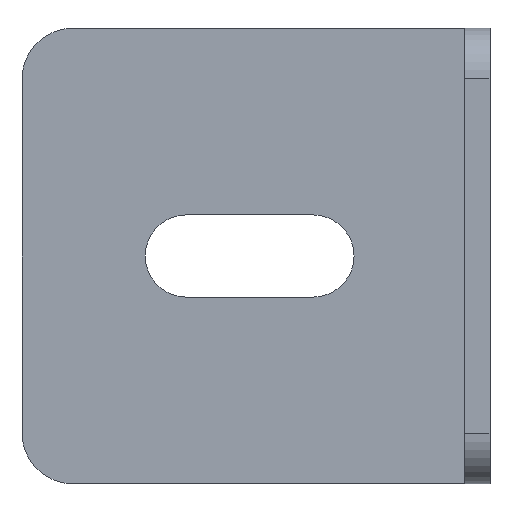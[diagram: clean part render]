
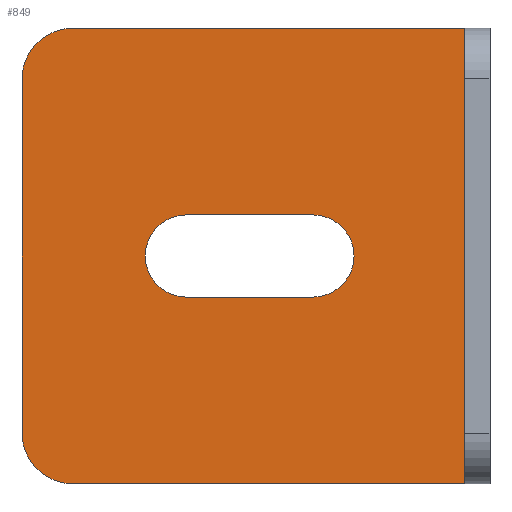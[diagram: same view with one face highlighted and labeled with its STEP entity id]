
A CAD part, left-side view. The second image highlights one B-rep face of the part: STEP entity #849.
In plain terms, the highlighted planar face has unit normal (-1, 0, 0).
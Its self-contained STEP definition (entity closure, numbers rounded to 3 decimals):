
#280=DIRECTION('',(0.,1.,0.));
#281=VECTOR('',#280,10.);
#282=CARTESIAN_POINT('',(-2.808,28.2,-15.75));
#283=LINE('',#282,#281);
#287=CARTESIAN_POINT('',(-2.808,28.2,-12.5));
#288=DIRECTION('',(1.,0.,0.));
#289=DIRECTION('',(0.,0.,1.));
#290=AXIS2_PLACEMENT_3D('',#287,#288,#289);
#295=DIRECTION('',(0.,-1.,0.));
#296=VECTOR('',#295,10.);
#297=CARTESIAN_POINT('',(-2.808,38.2,-9.25));
#298=LINE('',#297,#296);
#302=CARTESIAN_POINT('',(-2.808,38.2,-12.5));
#303=DIRECTION('',(1.,0.,0.));
#304=DIRECTION('',(0.,0.,-1.));
#305=AXIS2_PLACEMENT_3D('',#302,#303,#304);
#310=CARTESIAN_POINT('',(-2.808,47.2,1.5));
#311=DIRECTION('',(-1.,0.,0.));
#312=DIRECTION('',(0.,0.,1.));
#313=AXIS2_PLACEMENT_3D('',#310,#311,#312);
#318=DIRECTION('',(0.,-1.,0.));
#319=VECTOR('',#318,31.);
#320=CARTESIAN_POINT('',(-2.808,47.2,5.5));
#321=LINE('',#320,#319);
#325=DIRECTION('',(0.,0.,-1.));
#326=VECTOR('',#325,36.);
#327=CARTESIAN_POINT('',(-2.808,16.2,5.5));
#328=LINE('',#327,#326);
#332=DIRECTION('',(0.,1.,0.));
#333=VECTOR('',#332,31.);
#334=CARTESIAN_POINT('',(-2.808,16.2,-30.5));
#335=LINE('',#334,#333);
#339=CARTESIAN_POINT('',(-2.808,47.2,-26.5));
#340=DIRECTION('',(-1.,0.,0.));
#341=DIRECTION('',(0.,1.,0.));
#342=AXIS2_PLACEMENT_3D('',#339,#340,#341);
#347=DIRECTION('',(0.,0.,1.));
#348=VECTOR('',#347,28.);
#349=CARTESIAN_POINT('',(-2.808,51.2,-26.5));
#350=LINE('',#349,#348);
#513=CARTESIAN_POINT('',(-2.808,16.2,5.5));
#514=CARTESIAN_POINT('',(-2.808,16.2,-30.5));
#515=VERTEX_POINT('',#513);
#516=VERTEX_POINT('',#514);
#565=CARTESIAN_POINT('',(-2.808,28.2,-15.75));
#566=CARTESIAN_POINT('',(-2.808,38.2,-15.75));
#567=VERTEX_POINT('',#565);
#568=VERTEX_POINT('',#566);
#569=CARTESIAN_POINT('',(-2.808,38.2,-9.25));
#570=VERTEX_POINT('',#569);
#571=CARTESIAN_POINT('',(-2.808,28.2,-9.25));
#572=VERTEX_POINT('',#571);
#589=CARTESIAN_POINT('',(-2.808,47.2,5.5));
#590=CARTESIAN_POINT('',(-2.808,51.2,1.5));
#591=VERTEX_POINT('',#589);
#592=VERTEX_POINT('',#590);
#601=CARTESIAN_POINT('',(-2.808,51.2,-26.5));
#602=VERTEX_POINT('',#601);
#603=CARTESIAN_POINT('',(-2.808,47.2,-30.5));
#604=VERTEX_POINT('',#603);
#822=CARTESIAN_POINT('',(-2.808,124.2,-25.));
#823=DIRECTION('',(-1.,0.,0.));
#824=DIRECTION('',(0.,-1.,0.));
#825=AXIS2_PLACEMENT_3D('',#822,#823,#824);
#826=PLANE('',#825);
#828=ORIENTED_EDGE('',*,*,#827,.F.);
#829=ORIENTED_EDGE('',*,*,#810,.T.);
#830=ORIENTED_EDGE('',*,*,#714,.T.);
#832=ORIENTED_EDGE('',*,*,#831,.T.);
#834=ORIENTED_EDGE('',*,*,#833,.F.);
#836=ORIENTED_EDGE('',*,*,#835,.T.);
#837=EDGE_LOOP('',(#828,#829,#830,#832,#834,#836));
#838=FACE_OUTER_BOUND('',#837,.F.);
#840=ORIENTED_EDGE('',*,*,#839,.F.);
#842=ORIENTED_EDGE('',*,*,#841,.F.);
#844=ORIENTED_EDGE('',*,*,#843,.F.);
#846=ORIENTED_EDGE('',*,*,#845,.F.);
#847=EDGE_LOOP('',(#840,#842,#844,#846));
#848=FACE_BOUND('',#847,.F.);
#291=CIRCLE('',#290,3.25);
#306=CIRCLE('',#305,3.25);
#314=CIRCLE('',#313,4.);
#343=CIRCLE('',#342,4.);
#714=EDGE_CURVE('',#515,#516,#328,.T.);
#810=EDGE_CURVE('',#591,#515,#321,.T.);
#827=EDGE_CURVE('',#591,#592,#314,.T.);
#831=EDGE_CURVE('',#516,#604,#335,.T.);
#833=EDGE_CURVE('',#602,#604,#343,.T.);
#835=EDGE_CURVE('',#602,#592,#350,.T.);
#839=EDGE_CURVE('',#567,#568,#283,.T.);
#841=EDGE_CURVE('',#572,#567,#291,.T.);
#843=EDGE_CURVE('',#570,#572,#298,.T.);
#845=EDGE_CURVE('',#568,#570,#306,.T.);
#849=ADVANCED_FACE('',(#838,#848),#826,.T.);
